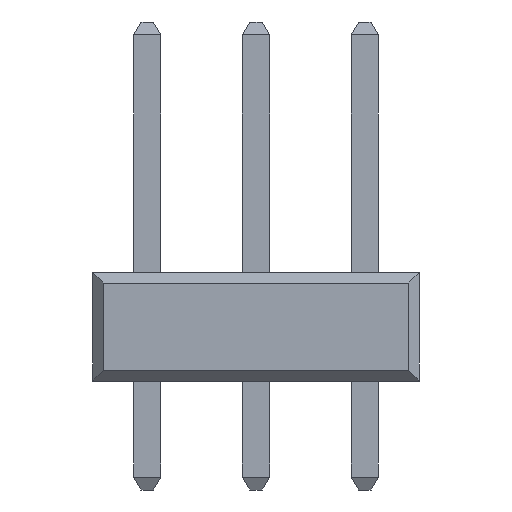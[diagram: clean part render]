
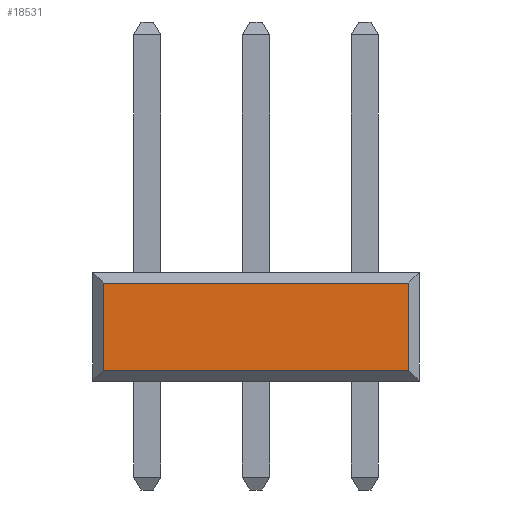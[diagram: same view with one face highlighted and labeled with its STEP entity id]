
A CAD part, left-side view. The second image highlights one B-rep face of the part: STEP entity #18531.
In plain terms, the highlighted planar face has unit normal (-1, 0, 0).
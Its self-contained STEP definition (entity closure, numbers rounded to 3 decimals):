
#14 = CARTESIAN_POINT ( 'NONE',  ( -11.43, -3.56, 0.25 ) ) ;
#2561 = ORIENTED_EDGE ( 'NONE', *, *, #6052, .T. ) ;
#3041 = ORIENTED_EDGE ( 'NONE', *, *, #5498, .F. ) ;
#3172 = LINE ( 'NONE', #22675, #18162 ) ;
#3416 = EDGE_CURVE ( 'NONE', #5044, #20729, #16523, .T. ) ;
#4190 = LINE ( 'NONE', #23955, #15941 ) ;
#5044 = VERTEX_POINT ( 'NONE', #5489 ) ;
#5433 = EDGE_LOOP ( 'NONE', ( #7887, #12291, #3041, #2561 ) ) ;
#5472 = DIRECTION ( 'NONE',  ( 1., 0., 0. ) ) ;
#5483 = CARTESIAN_POINT ( 'NONE',  ( -11.43, -3.56, 0.25 ) ) ;
#5489 = CARTESIAN_POINT ( 'NONE',  ( -11.43, 3.56, 0.25 ) ) ;
#5498 = EDGE_CURVE ( 'NONE', #12544, #20729, #3172, .T. ) ;
#6052 = EDGE_CURVE ( 'NONE', #12544, #20427, #10122, .T. ) ;
#6129 = CARTESIAN_POINT ( 'NONE',  ( -11.43, 3.56, 2.29 ) ) ;
#7077 = DIRECTION ( 'NONE',  ( 0., 0., -1. ) ) ;
#7887 = ORIENTED_EDGE ( 'NONE', *, *, #12378, .T. ) ;
#8777 = CARTESIAN_POINT ( 'NONE',  ( -11.43, -3.56, 2.54 ) ) ;
#9661 = FACE_OUTER_BOUND ( 'NONE', #5433, .T. ) ;
#10122 = LINE ( 'NONE', #6129, #20213 ) ;
#11507 = VECTOR ( 'NONE', #18566, 1000. ) ;
#12291 = ORIENTED_EDGE ( 'NONE', *, *, #3416, .T. ) ;
#12378 = EDGE_CURVE ( 'NONE', #20427, #5044, #4190, .T. ) ;
#12544 = VERTEX_POINT ( 'NONE', #22683 ) ;
#12950 = AXIS2_PLACEMENT_3D ( 'NONE', #8777, #5472, #22228 ) ;
#15941 = VECTOR ( 'NONE', #7077, 1000. ) ;
#16279 = CARTESIAN_POINT ( 'NONE',  ( -11.43, 3.56, 2.29 ) ) ;
#16523 = LINE ( 'NONE', #5483, #11507 ) ;
#16716 = PLANE ( 'NONE',  #12950 ) ;
#18162 = VECTOR ( 'NONE', #19044, 1000. ) ;
#18531 = ADVANCED_FACE ( 'NONE', ( #9661 ), #16716, .F. ) ;
#18566 = DIRECTION ( 'NONE',  ( 0., -1., 0. ) ) ;
#19044 = DIRECTION ( 'NONE',  ( 0., 0., -1. ) ) ;
#19330 = DIRECTION ( 'NONE',  ( 0., 1., 0. ) ) ;
#20213 = VECTOR ( 'NONE', #19330, 1000. ) ;
#20427 = VERTEX_POINT ( 'NONE', #16279 ) ;
#20729 = VERTEX_POINT ( 'NONE', #14 ) ;
#22228 = DIRECTION ( 'NONE',  ( 0., 1., 0. ) ) ;
#22675 = CARTESIAN_POINT ( 'NONE',  ( -11.43, -3.56, 2.54 ) ) ;
#22683 = CARTESIAN_POINT ( 'NONE',  ( -11.43, -3.56, 2.29 ) ) ;
#23955 = CARTESIAN_POINT ( 'NONE',  ( -11.43, 3.56, 2.54 ) ) ;
